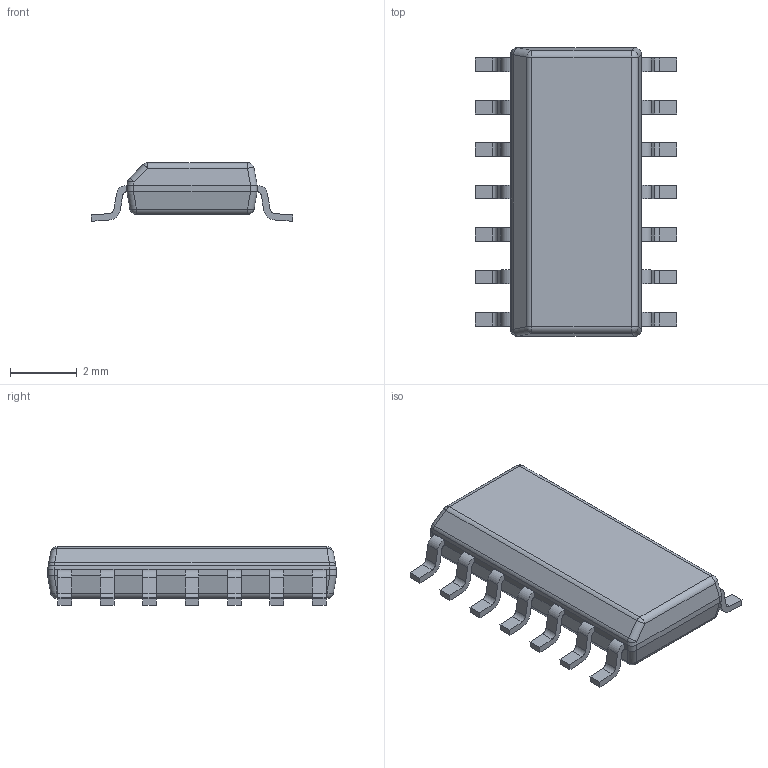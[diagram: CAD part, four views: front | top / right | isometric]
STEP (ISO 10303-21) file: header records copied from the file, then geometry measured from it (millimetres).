
FILE_DESCRIPTION((''),'2;1');
FILE_NAME('D0014A_ASM','2016-09-07T',('a0412086'),(''),'CREO PARAMETRIC BY PTC INC, 2016050','CREO PARAMETRIC BY PTC INC, 2016050','');
FILE_SCHEMA(('AUTOMOTIVE_DESIGN { 1 0 10303 214 1 1 1 1 }'));
Length unit declared in the file: millimetre
Products named in the file (4): BODY-SO; LEAD-SO; PIN1-ID; D0014A_ASM
Assembly tree (16 placements, depth 2):
  D0014A_ASM
    BODY-SO
    LEAD-SO  x14
    PIN1-ID
Bounding box: 6.03 x 8.65 x 1.75 mm (x, y, z)
Volume: 50.9 mm3; surface area: 125.2 mm2
Topology: 15 solids, 15 shells, 252 faces, 620 edges, 398 vertices
Faces by surface type: plane 163, cylinder 79, sphere 10
Entity records: 3272 total; most frequent: CARTESIAN_POINT 756, DIRECTION 338, ORIENTED_EDGE 304, PRESENTATION_STYLE_ASSIGNMENT 154, STYLED_ITEM 154, CURVE_STYLE 152, EDGE_CURVE 152, AXIS2_PLACEMENT_3D 128
